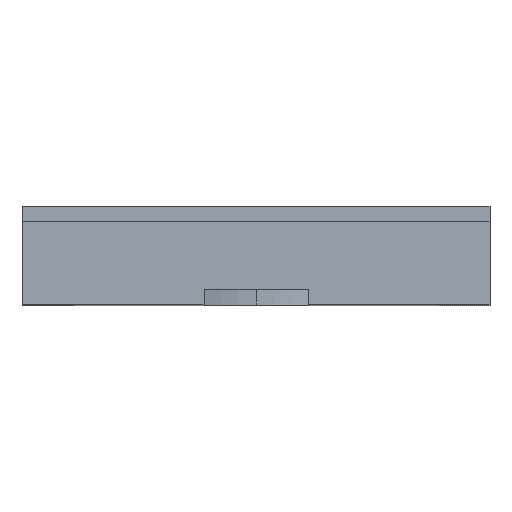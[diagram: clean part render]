
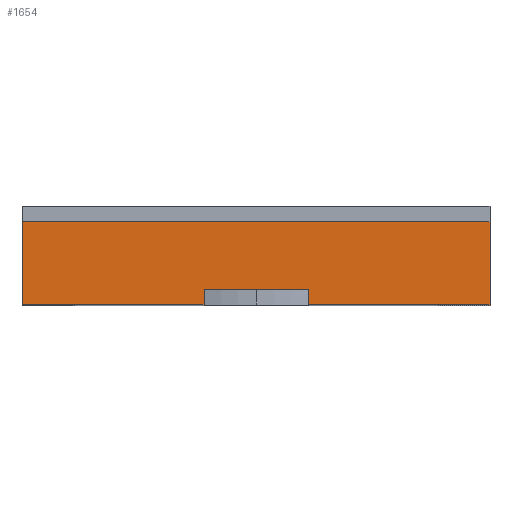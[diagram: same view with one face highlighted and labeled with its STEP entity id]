
A CAD part, top view. The second image highlights one B-rep face of the part: STEP entity #1654.
In plain terms, the highlighted planar face has unit normal (0, 0, 1).
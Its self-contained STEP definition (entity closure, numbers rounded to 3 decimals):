
#147 = DIRECTION ( 'NONE',  ( -1., 0., 0. ) ) ;
#221 = VERTEX_POINT ( 'NONE', #1716 ) ;
#262 = VECTOR ( 'NONE', #1656, 1000. ) ;
#283 = EDGE_CURVE ( 'NONE', #687, #221, #2097, .T. ) ;
#288 = CARTESIAN_POINT ( 'NONE',  ( 4.5, 0.95, 4.5 ) ) ;
#316 = VECTOR ( 'NONE', #1075, 1000. ) ;
#324 = EDGE_CURVE ( 'NONE', #2240, #1594, #841, .T. ) ;
#375 = ORIENTED_EDGE ( 'NONE', *, *, #324, .T. ) ;
#390 = EDGE_CURVE ( 'NONE', #687, #496, #780, .T. ) ;
#393 = CARTESIAN_POINT ( 'NONE',  ( 1., -0.95, 4.5 ) ) ;
#426 = DIRECTION ( 'NONE',  ( -1., 0., 0. ) ) ;
#430 = CARTESIAN_POINT ( 'NONE',  ( -1., -0.95, 4.5 ) ) ;
#434 = EDGE_CURVE ( 'NONE', #221, #2240, #2242, .T. ) ;
#475 = VECTOR ( 'NONE', #1928, 1000. ) ;
#496 = VERTEX_POINT ( 'NONE', #537 ) ;
#537 = CARTESIAN_POINT ( 'NONE',  ( 4.5, -0.95, 4.5 ) ) ;
#626 = VECTOR ( 'NONE', #1504, 1000. ) ;
#687 = VERTEX_POINT ( 'NONE', #1797 ) ;
#761 = CARTESIAN_POINT ( 'NONE',  ( 1., -1.25, 4.5 ) ) ;
#780 = LINE ( 'NONE', #288, #262 ) ;
#812 = EDGE_LOOP ( 'NONE', ( #2192, #1434, #1920, #375, #1399, #842, #1226, #1917 ) ) ;
#841 = LINE ( 'NONE', #1293, #316 ) ;
#842 = ORIENTED_EDGE ( 'NONE', *, *, #2012, .F. ) ;
#847 = CARTESIAN_POINT ( 'NONE',  ( 4.5, 0.65, 4.5 ) ) ;
#864 = VERTEX_POINT ( 'NONE', #1503 ) ;
#942 = DIRECTION ( 'NONE',  ( 0., -1., 0. ) ) ;
#990 = VERTEX_POINT ( 'NONE', #393 ) ;
#1075 = DIRECTION ( 'NONE',  ( 1., 0., 0. ) ) ;
#1162 = CARTESIAN_POINT ( 'NONE',  ( -1., -1.25, 4.5 ) ) ;
#1226 = ORIENTED_EDGE ( 'NONE', *, *, #1926, .F. ) ;
#1245 = VECTOR ( 'NONE', #942, 1000. ) ;
#1293 = CARTESIAN_POINT ( 'NONE',  ( 4.5, -0.95, 4.5 ) ) ;
#1360 = LINE ( 'NONE', #2340, #2351 ) ;
#1392 = VECTOR ( 'NONE', #2099, 1000. ) ;
#1399 = ORIENTED_EDGE ( 'NONE', *, *, #2284, .F. ) ;
#1407 = VERTEX_POINT ( 'NONE', #2108 ) ;
#1434 = ORIENTED_EDGE ( 'NONE', *, *, #283, .T. ) ;
#1469 = AXIS2_PLACEMENT_3D ( 'NONE', #2419, #2053, #147 ) ;
#1503 = CARTESIAN_POINT ( 'NONE',  ( 1., -0.65, 4.5 ) ) ;
#1504 = DIRECTION ( 'NONE',  ( -1., 0., 0. ) ) ;
#1510 = PLANE ( 'NONE',  #1469 ) ;
#1542 = DIRECTION ( 'NONE',  ( 1., 0., 0. ) ) ;
#1549 = CARTESIAN_POINT ( 'NONE',  ( -4.5, 0.95, 4.5 ) ) ;
#1594 = VERTEX_POINT ( 'NONE', #430 ) ;
#1654 = ADVANCED_FACE ( 'NONE', ( #2213 ), #1510, .F. ) ;
#1656 = DIRECTION ( 'NONE',  ( 0., -1., 0. ) ) ;
#1670 = EDGE_CURVE ( 'NONE', #990, #496, #1857, .T. ) ;
#1716 = CARTESIAN_POINT ( 'NONE',  ( -4.5, 0.65, 4.5 ) ) ;
#1748 = LINE ( 'NONE', #761, #475 ) ;
#1797 = CARTESIAN_POINT ( 'NONE',  ( 4.5, 0.65, 4.5 ) ) ;
#1857 = LINE ( 'NONE', #2248, #2350 ) ;
#1917 = ORIENTED_EDGE ( 'NONE', *, *, #1670, .T. ) ;
#1920 = ORIENTED_EDGE ( 'NONE', *, *, #434, .T. ) ;
#1923 = CARTESIAN_POINT ( 'NONE',  ( -4.5, -0.95, 4.5 ) ) ;
#1926 = EDGE_CURVE ( 'NONE', #990, #864, #1748, .T. ) ;
#1928 = DIRECTION ( 'NONE',  ( 0., 1., 0. ) ) ;
#1938 = LINE ( 'NONE', #1162, #1392 ) ;
#2012 = EDGE_CURVE ( 'NONE', #864, #1407, #1360, .T. ) ;
#2053 = DIRECTION ( 'NONE',  ( 0., 0., -1. ) ) ;
#2097 = LINE ( 'NONE', #847, #626 ) ;
#2099 = DIRECTION ( 'NONE',  ( 0., -1., 0. ) ) ;
#2108 = CARTESIAN_POINT ( 'NONE',  ( -1., -0.65, 4.5 ) ) ;
#2192 = ORIENTED_EDGE ( 'NONE', *, *, #390, .F. ) ;
#2213 = FACE_OUTER_BOUND ( 'NONE', #812, .T. ) ;
#2240 = VERTEX_POINT ( 'NONE', #1923 ) ;
#2242 = LINE ( 'NONE', #1549, #1245 ) ;
#2248 = CARTESIAN_POINT ( 'NONE',  ( 4.5, -0.95, 4.5 ) ) ;
#2284 = EDGE_CURVE ( 'NONE', #1407, #1594, #1938, .T. ) ;
#2340 = CARTESIAN_POINT ( 'NONE',  ( -1., -0.65, 4.5 ) ) ;
#2350 = VECTOR ( 'NONE', #1542, 1000. ) ;
#2351 = VECTOR ( 'NONE', #426, 1000. ) ;
#2419 = CARTESIAN_POINT ( 'NONE',  ( 4.5, 0.95, 4.5 ) ) ;
